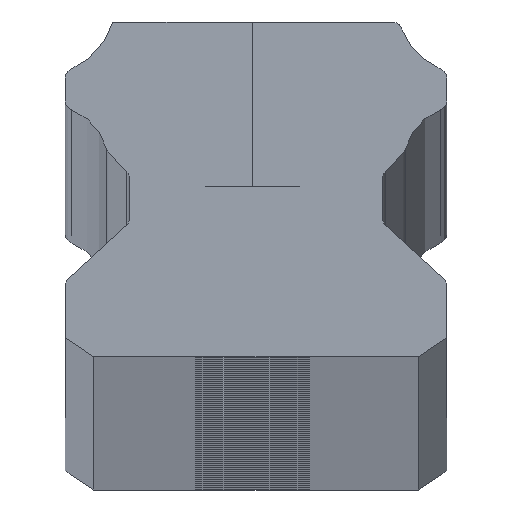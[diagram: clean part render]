
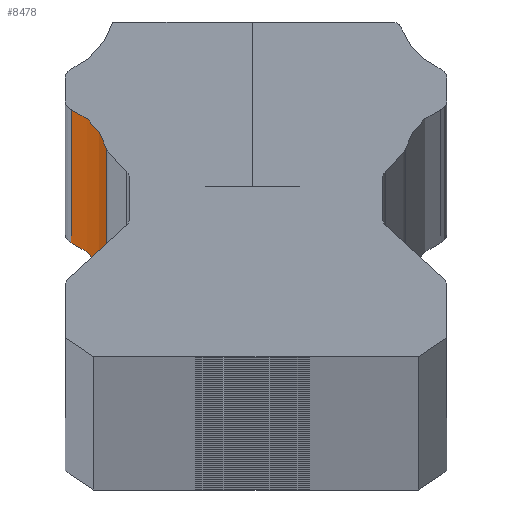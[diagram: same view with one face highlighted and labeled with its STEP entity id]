
A CAD part, top view. The second image highlights one B-rep face of the part: STEP entity #8478.
In plain terms, the highlighted cylindrical face has radius 3 mm (diameter 6 mm), a partial arc.
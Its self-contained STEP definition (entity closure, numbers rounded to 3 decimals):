
#370 = EDGE_CURVE ( 'NONE', #3977, #10304, #11463, .T. ) ;
#792 = ORIENTED_EDGE ( 'NONE', *, *, #3656, .T. ) ;
#1517 = VECTOR ( 'NONE', #2589, 1000. ) ;
#1587 = CIRCLE ( 'NONE', #7514, 3. ) ;
#2476 = CARTESIAN_POINT ( 'NONE',  ( -10.738, 10.142, 0. ) ) ;
#2536 = DIRECTION ( 'NONE',  ( 1., 0., 0. ) ) ;
#2564 = CARTESIAN_POINT ( 'NONE',  ( -7.829, 10.877, 0. ) ) ;
#2589 = DIRECTION ( 'NONE',  ( 0., 0., 1. ) ) ;
#2749 = ORIENTED_EDGE ( 'NONE', *, *, #3648, .F. ) ;
#3014 = CARTESIAN_POINT ( 'NONE',  ( -10.738, 10.142, 4000. ) ) ;
#3519 = CARTESIAN_POINT ( 'NONE',  ( -7.829, 10.877, 4000. ) ) ;
#3648 = EDGE_CURVE ( 'NONE', #10726, #7394, #1587, .T. ) ;
#3656 = EDGE_CURVE ( 'NONE', #10726, #3977, #8039, .T. ) ;
#3819 = ORIENTED_EDGE ( 'NONE', *, *, #370, .T. ) ;
#3883 = FACE_OUTER_BOUND ( 'NONE', #6620, .T. ) ;
#3977 = VERTEX_POINT ( 'NONE', #11301 ) ;
#4863 = DIRECTION ( 'NONE',  ( 0., 0., -1. ) ) ;
#4983 = AXIS2_PLACEMENT_3D ( 'NONE', #2476, #8664, #2536 ) ;
#5579 = CARTESIAN_POINT ( 'NONE',  ( -9.677, 12.948, 4000. ) ) ;
#5614 = AXIS2_PLACEMENT_3D ( 'NONE', #3014, #4863, #6668 ) ;
#5838 = CARTESIAN_POINT ( 'NONE',  ( -9.677, 12.948, 4000. ) ) ;
#6167 = CARTESIAN_POINT ( 'NONE',  ( -7.829, 10.877, 4000. ) ) ;
#6244 = CARTESIAN_POINT ( 'NONE',  ( -10.738, 10.142, 4000. ) ) ;
#6389 = VECTOR ( 'NONE', #7443, 1000. ) ;
#6620 = EDGE_LOOP ( 'NONE', ( #2749, #792, #3819, #9383 ) ) ;
#6668 = DIRECTION ( 'NONE',  ( -1., 0., 0. ) ) ;
#7394 = VERTEX_POINT ( 'NONE', #3519 ) ;
#7443 = DIRECTION ( 'NONE',  ( 0., 0., -1. ) ) ;
#7514 = AXIS2_PLACEMENT_3D ( 'NONE', #6244, #9775, #8907 ) ;
#7852 = LINE ( 'NONE', #6167, #1517 ) ;
#8039 = LINE ( 'NONE', #5579, #6389 ) ;
#8478 = ADVANCED_FACE ( 'NONE', ( #3883 ), #9333, .F. ) ;
#8664 = DIRECTION ( 'NONE',  ( 0., 0., -1. ) ) ;
#8907 = DIRECTION ( 'NONE',  ( 1., 0., 0. ) ) ;
#9333 = CYLINDRICAL_SURFACE ( 'NONE', #5614, 3. ) ;
#9383 = ORIENTED_EDGE ( 'NONE', *, *, #9509, .T. ) ;
#9509 = EDGE_CURVE ( 'NONE', #10304, #7394, #7852, .T. ) ;
#9775 = DIRECTION ( 'NONE',  ( 0., 0., -1. ) ) ;
#10304 = VERTEX_POINT ( 'NONE', #2564 ) ;
#10726 = VERTEX_POINT ( 'NONE', #5838 ) ;
#11301 = CARTESIAN_POINT ( 'NONE',  ( -9.677, 12.948, 0. ) ) ;
#11463 = CIRCLE ( 'NONE', #4983, 3. ) ;
